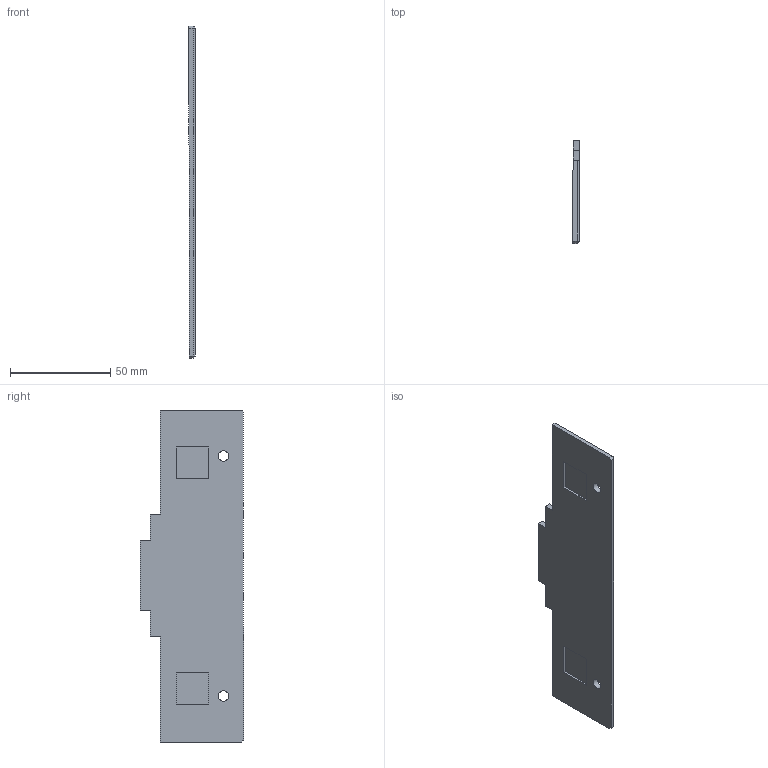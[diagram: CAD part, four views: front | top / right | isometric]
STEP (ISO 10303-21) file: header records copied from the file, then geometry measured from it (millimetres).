
FILE_DESCRIPTION(('FreeCAD Model'),'2;1');
FILE_NAME('Open CASCADE Shape Model','2025-08-17T13:07:47',(''),(''), 'Open CASCADE STEP processor 7.8','FreeCAD','Unknown');
FILE_SCHEMA(('AUTOMOTIVE_DESIGN { 1 0 10303 214 1 1 1 1 }'));
Length unit declared in the file: millimetre
Products named in the file (1): TopPlateGuardShort1
Bounding box: 3 x 51.5 x 166 mm (x, y, z)
Volume: 21341.4 mm3; surface area: 16031.9 mm2
Topology: 1 solids, 1 shells, 33 faces, 81 edges, 52 vertices
Faces by surface type: plane 31, cylinder 2
Full cylindrical faces by diameter (mm): 5.2 x2
Entity records: 2036 total; most frequent: CARTESIAN_POINT 329, DIRECTION 315, LINE 235, VECTOR 235, ORIENTED_EDGE 162, PCURVE 162, DEFINITIONAL_REPRESENTATION 162, EDGE_CURVE 81
